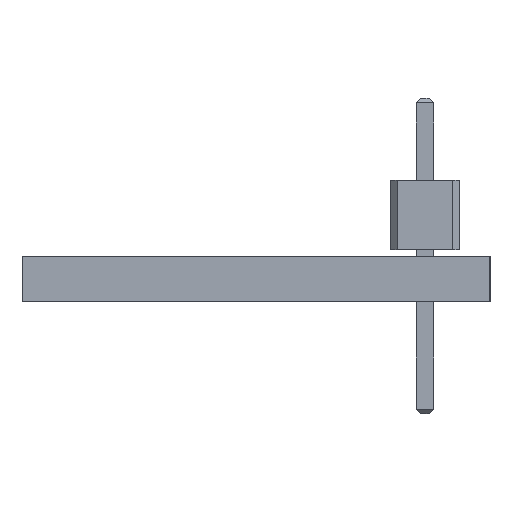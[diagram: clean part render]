
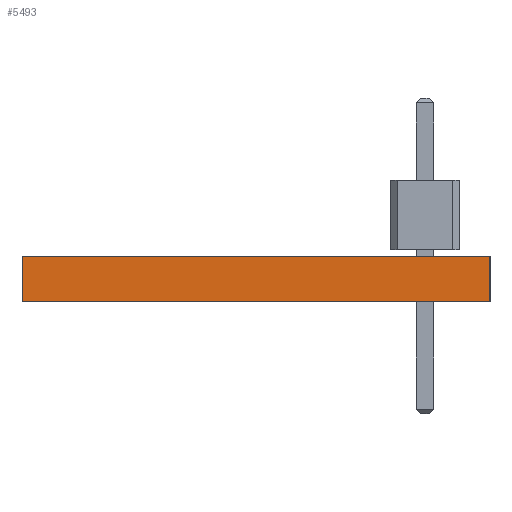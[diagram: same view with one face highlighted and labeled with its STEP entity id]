
A CAD part, left-side view. The second image highlights one B-rep face of the part: STEP entity #5493.
In plain terms, the highlighted planar face has unit normal (-1, 0, 0).
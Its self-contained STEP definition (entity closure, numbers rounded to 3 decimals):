
#5493 = ADVANCED_FACE('',(#5494),#5528,.T.);
#5494 = FACE_BOUND('',#5495,.T.);
#5495 = EDGE_LOOP('',(#5496,#5506,#5514,#5522));
#5496 = ORIENTED_EDGE('',*,*,#5497,.T.);
#5497 = EDGE_CURVE('',#5498,#5500,#5502,.T.);
#5498 = VERTEX_POINT('',#5499);
#5499 = CARTESIAN_POINT('',(-10.478,-8.573,0.));
#5500 = VERTEX_POINT('',#5501);
#5501 = CARTESIAN_POINT('',(-10.478,-8.573,1.65));
#5502 = LINE('',#5503,#5504);
#5503 = CARTESIAN_POINT('',(-10.478,-8.573,0.));
#5504 = VECTOR('',#5505,1.);
#5505 = DIRECTION('',(0.,0.,1.));
#5506 = ORIENTED_EDGE('',*,*,#5507,.T.);
#5507 = EDGE_CURVE('',#5500,#5508,#5510,.T.);
#5508 = VERTEX_POINT('',#5509);
#5509 = CARTESIAN_POINT('',(-10.478,8.573,1.65));
#5510 = LINE('',#5511,#5512);
#5511 = CARTESIAN_POINT('',(-10.478,-8.573,1.65));
#5512 = VECTOR('',#5513,1.);
#5513 = DIRECTION('',(0.,1.,0.));
#5514 = ORIENTED_EDGE('',*,*,#5515,.F.);
#5515 = EDGE_CURVE('',#5516,#5508,#5518,.T.);
#5516 = VERTEX_POINT('',#5517);
#5517 = CARTESIAN_POINT('',(-10.478,8.573,0.));
#5518 = LINE('',#5519,#5520);
#5519 = CARTESIAN_POINT('',(-10.478,8.573,0.));
#5520 = VECTOR('',#5521,1.);
#5521 = DIRECTION('',(0.,0.,1.));
#5522 = ORIENTED_EDGE('',*,*,#5523,.F.);
#5523 = EDGE_CURVE('',#5498,#5516,#5524,.T.);
#5524 = LINE('',#5525,#5526);
#5525 = CARTESIAN_POINT('',(-10.478,-8.573,0.));
#5526 = VECTOR('',#5527,1.);
#5527 = DIRECTION('',(0.,1.,0.));
#5528 = PLANE('',#5529);
#5529 = AXIS2_PLACEMENT_3D('',#5530,#5531,#5532);
#5530 = CARTESIAN_POINT('',(-10.478,-8.573,0.));
#5531 = DIRECTION('',(-1.,0.,0.));
#5532 = DIRECTION('',(0.,1.,0.));
